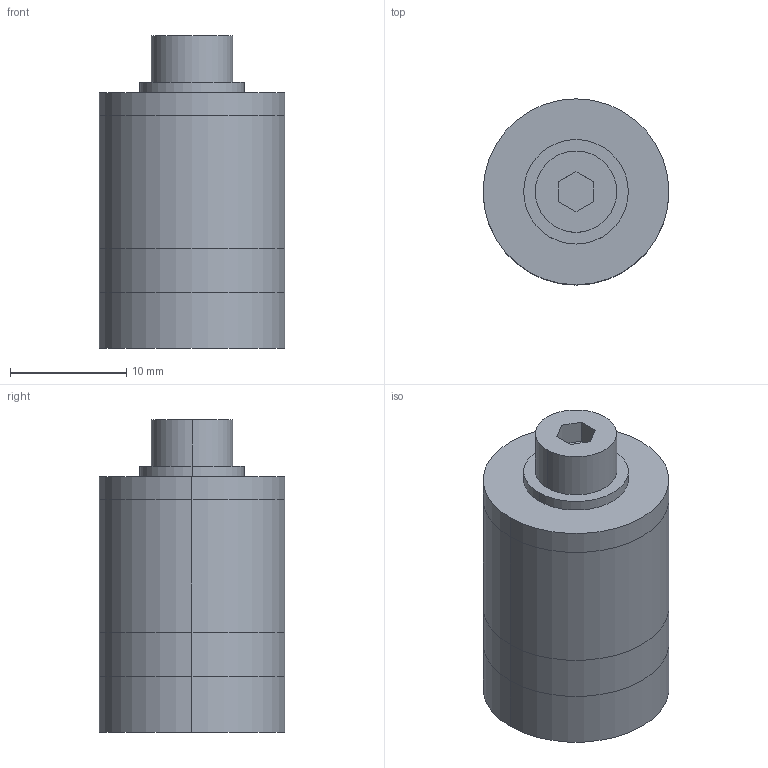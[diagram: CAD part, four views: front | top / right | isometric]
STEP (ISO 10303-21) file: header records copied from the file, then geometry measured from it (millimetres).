
FILE_DESCRIPTION(('CATIA V5 STEP Exchange','CAx-IF Rec.Pracs.--- Model Styling and Organization---1.5--- 2016-08-15','CAx-IF Rec.Pracs.---Supplemental Geometry---1.0---2011-11-01','CAx-IF Rec.Pracs.--- Composite Materials ---3.4---2017-06-13','CAx-IF Rec.Pracs.---Tessellated 3D Geometry---1.0---2015-12-17'),'2;1');
FILE_NAME('M4_MinimaSeparacionSTP.stp','2025-05-09T08:56:23+00:00',('none'),('none'),'CATIA Version 5-6 Release 2022 SP3','CATIA V5 STEP AP242 v2','none');
FILE_SCHEMA(('AP242_MANAGED_MODEL_BASED_3D_ENGINEERING_MIM_LF {1 0 10303 442 1 1 4}'));
Length unit declared in the file: millimetre
Products named in the file (10): Union_Apex; Tornillo_Sin_Rosca; Cabeza_Tornillo; Rosca_Exterior_Tornillo; Helicoil; Arandela; PiezaSuperior1; Product1; RoscaPiezaInferior; RestoPiezaInferior
Assembly tree (9 placements, depth 3):
  Union_Apex
    Tornillo_Sin_Rosca
    Cabeza_Tornillo
    Rosca_Exterior_Tornillo
    Helicoil
    Arandela
    PiezaSuperior1
    Product1
      RoscaPiezaInferior
      RestoPiezaInferior
Bounding box: 16 x 16 x 26.9 mm (x, y, z)
Volume: 4449.5 mm3; surface area: 4407.9 mm2
Topology: 12 solids, 12 shells, 525 faces, 1080 edges, 587 vertices
Faces by surface type: bspline 455, plane 42, cylinder 26, cone 2
Entity records: 22559 total; most frequent: CARTESIAN_POINT 15040, ORIENTED_EDGE 2118, EDGE_CURVE 1059, B_SPLINE_CURVE_WITH_KNOTS 799, VERTEX_POINT 558, EDGE_LOOP 537, ADVANCED_FACE 525, FACE_OUTER_BOUND 525
